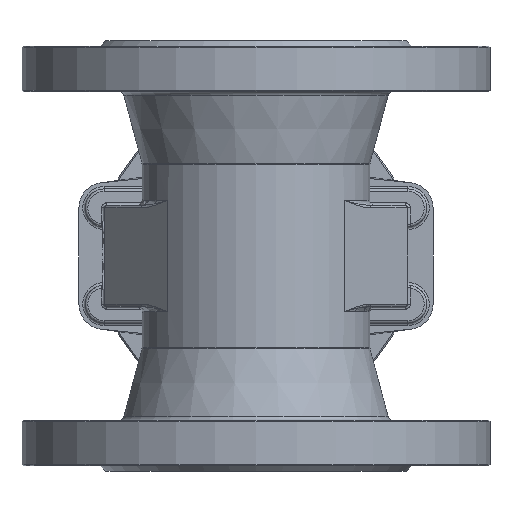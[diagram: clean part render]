
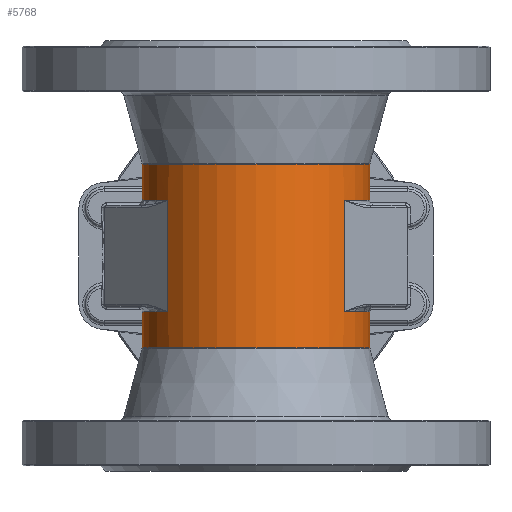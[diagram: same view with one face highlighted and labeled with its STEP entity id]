
A CAD part, front view. The second image highlights one B-rep face of the part: STEP entity #5768.
In plain terms, the highlighted cylindrical face has radius 45 mm (diameter 90 mm), a full revolution.
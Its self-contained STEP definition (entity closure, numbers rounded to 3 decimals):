
#617=FACE_OUTER_BOUND('',#994,.T.);
#994=EDGE_LOOP('',(#4947,#4948,#4949,#4950,#4951,#4952,#4953,#4954,#4955,
#4956,#4957,#4958,#4959,#4960,#4961,#4962,#4963,#4964,#4965,#4966,#4967,
#4968));
#1240=CIRCLE('',#6249,45.);
#1241=CIRCLE('',#6250,45.);
#1244=CIRCLE('',#6257,45.);
#1261=CIRCLE('',#6283,45.);
#1262=CIRCLE('',#6284,45.);
#1263=CIRCLE('',#6286,45.);
#1281=CIRCLE('',#6323,45.);
#1282=CIRCLE('',#6324,45.);
#1285=CIRCLE('',#6331,45.);
#1302=CIRCLE('',#6359,45.);
#1303=CIRCLE('',#6360,45.);
#1304=CIRCLE('',#6362,45.);
#1635=LINE('',#11432,#1986);
#1636=LINE('',#11631,#1987);
#1651=LINE('',#11952,#2002);
#1652=LINE('',#12039,#2003);
#1653=LINE('',#12242,#2004);
#1657=LINE('',#12435,#2008);
#1658=LINE('',#12436,#2009);
#1659=LINE('',#12438,#2010);
#1986=VECTOR('',#7604,10.);
#1987=VECTOR('',#7619,10.);
#2002=VECTOR('',#7754,10.);
#2003=VECTOR('',#7767,10.);
#2004=VECTOR('',#7784,10.);
#2008=VECTOR('',#7842,45.);
#2009=VECTOR('',#7843,45.);
#2010=VECTOR('',#7846,10.);
#2564=VERTEX_POINT('',#11335);
#2565=VERTEX_POINT('',#11355);
#2566=VERTEX_POINT('',#11357);
#2568=VERTEX_POINT('',#11431);
#2570=VERTEX_POINT('',#11513);
#2572=VERTEX_POINT('',#11630);
#2578=VERTEX_POINT('',#11777);
#2588=VERTEX_POINT('',#11826);
#2589=VERTEX_POINT('',#11828);
#2606=VERTEX_POINT('',#11932);
#2608=VERTEX_POINT('',#11956);
#2609=VERTEX_POINT('',#11965);
#2610=VERTEX_POINT('',#12030);
#2613=VERTEX_POINT('',#12114);
#2615=VERTEX_POINT('',#12237);
#2620=VERTEX_POINT('',#12379);
#2630=VERTEX_POINT('',#12429);
#2631=VERTEX_POINT('',#12431);
#3294=EDGE_CURVE('',#2565,#2564,#1240,.T.);
#3295=EDGE_CURVE('',#2566,#2565,#1241,.T.);
#3300=EDGE_CURVE('',#2568,#2566,#1635,.T.);
#3305=EDGE_CURVE('',#2570,#2568,#1244,.T.);
#3310=EDGE_CURVE('',#2572,#2570,#1636,.T.);
#3335=EDGE_CURVE('',#2589,#2588,#1261,.T.);
#3336=EDGE_CURVE('',#2588,#2589,#1262,.T.);
#3337=EDGE_CURVE('',#2578,#2572,#1263,.T.);
#3369=EDGE_CURVE('',#2606,#2564,#1651,.T.);
#3372=EDGE_CURVE('',#2608,#2609,#1281,.T.);
#3373=EDGE_CURVE('',#2609,#2606,#1282,.T.);
#3377=EDGE_CURVE('',#2610,#2608,#1652,.T.);
#3383=EDGE_CURVE('',#2613,#2610,#1285,.T.);
#3388=EDGE_CURVE('',#2615,#2613,#1653,.T.);
#3412=EDGE_CURVE('',#2630,#2631,#1302,.T.);
#3413=EDGE_CURVE('',#2631,#2630,#1303,.T.);
#3414=EDGE_CURVE('',#2589,#2565,#1657,.T.);
#3415=EDGE_CURVE('',#2609,#2631,#1658,.T.);
#3416=EDGE_CURVE('',#2620,#2615,#1304,.T.);
#3417=EDGE_CURVE('',#2620,#2578,#1659,.T.);
#4947=ORIENTED_EDGE('',*,*,#3335,.T.);
#4948=ORIENTED_EDGE('',*,*,#3336,.T.);
#4949=ORIENTED_EDGE('',*,*,#3414,.T.);
#4950=ORIENTED_EDGE('',*,*,#3294,.T.);
#4951=ORIENTED_EDGE('',*,*,#3369,.F.);
#4952=ORIENTED_EDGE('',*,*,#3373,.F.);
#4953=ORIENTED_EDGE('',*,*,#3415,.T.);
#4954=ORIENTED_EDGE('',*,*,#3412,.F.);
#4955=ORIENTED_EDGE('',*,*,#3413,.F.);
#4956=ORIENTED_EDGE('',*,*,#3415,.F.);
#4957=ORIENTED_EDGE('',*,*,#3372,.F.);
#4958=ORIENTED_EDGE('',*,*,#3377,.F.);
#4959=ORIENTED_EDGE('',*,*,#3383,.F.);
#4960=ORIENTED_EDGE('',*,*,#3388,.F.);
#4961=ORIENTED_EDGE('',*,*,#3416,.F.);
#4962=ORIENTED_EDGE('',*,*,#3417,.T.);
#4963=ORIENTED_EDGE('',*,*,#3337,.T.);
#4964=ORIENTED_EDGE('',*,*,#3310,.T.);
#4965=ORIENTED_EDGE('',*,*,#3305,.T.);
#4966=ORIENTED_EDGE('',*,*,#3300,.T.);
#4967=ORIENTED_EDGE('',*,*,#3295,.T.);
#4968=ORIENTED_EDGE('',*,*,#3414,.F.);
#5130=CYLINDRICAL_SURFACE('',#6361,45.);
#5768=ADVANCED_FACE('',(#617),#5130,.T.);
#6249=AXIS2_PLACEMENT_3D('',#11356,#7594,#7595);
#6250=AXIS2_PLACEMENT_3D('',#11358,#7596,#7597);
#6257=AXIS2_PLACEMENT_3D('',#11514,#7611,#7612);
#6283=AXIS2_PLACEMENT_3D('',#11829,#7666,#7667);
#6284=AXIS2_PLACEMENT_3D('',#11830,#7668,#7669);
#6286=AXIS2_PLACEMENT_3D('',#11832,#7672,#7673);
#6323=AXIS2_PLACEMENT_3D('',#11966,#7759,#7760);
#6324=AXIS2_PLACEMENT_3D('',#11967,#7761,#7762);
#6331=AXIS2_PLACEMENT_3D('',#12123,#7776,#7777);
#6359=AXIS2_PLACEMENT_3D('',#12432,#7836,#7837);
#6360=AXIS2_PLACEMENT_3D('',#12433,#7838,#7839);
#6361=AXIS2_PLACEMENT_3D('',#12434,#7840,#7841);
#6362=AXIS2_PLACEMENT_3D('',#12437,#7844,#7845);
#7594=DIRECTION('center_axis',(0.,0.,-1.));
#7595=DIRECTION('ref_axis',(0.971,0.24,0.));
#7596=DIRECTION('center_axis',(0.,0.,-1.));
#7597=DIRECTION('ref_axis',(0.971,0.24,0.));
#7604=DIRECTION('',(0.,0.,1.));
#7611=DIRECTION('center_axis',(0.,0.,
-1.));
#7612=DIRECTION('ref_axis',(0.,1.,0.));
#7619=DIRECTION('',(0.,0.,-1.));
#7666=DIRECTION('center_axis',(0.,0.,1.));
#7667=DIRECTION('ref_axis',(1.,0.,0.));
#7668=DIRECTION('center_axis',(0.,0.,1.));
#7669=DIRECTION('ref_axis',(1.,0.,0.));
#7672=DIRECTION('center_axis',(0.,0.,-1.));
#7673=DIRECTION('ref_axis',(-0.971,0.24,0.));
#7754=DIRECTION('',(0.,0.,-1.));
#7759=DIRECTION('center_axis',(0.,0.,-1.));
#7760=DIRECTION('ref_axis',(0.971,0.24,0.));
#7761=DIRECTION('center_axis',(0.,0.,-1.));
#7762=DIRECTION('ref_axis',(0.971,0.24,0.));
#7767=DIRECTION('',(0.,0.,-1.));
#7776=DIRECTION('center_axis',(0.,0.,
-1.));
#7777=DIRECTION('ref_axis',(0.,1.,0.));
#7784=DIRECTION('',(0.,0.,1.));
#7836=DIRECTION('center_axis',(0.,0.,1.));
#7837=DIRECTION('ref_axis',(1.,0.,0.));
#7838=DIRECTION('center_axis',(0.,0.,1.));
#7839=DIRECTION('ref_axis',(1.,0.,0.));
#7840=DIRECTION('center_axis',(0.,0.,-1.));
#7841=DIRECTION('ref_axis',(-1.,0.,0.));
#7842=DIRECTION('',(0.,0.,1.));
#7843=DIRECTION('',(0.,0.,1.));
#7844=DIRECTION('center_axis',(0.,0.,-1.));
#7845=DIRECTION('ref_axis',(-0.971,0.24,0.));
#7846=DIRECTION('',(0.,0.,-1.));
#11335=CARTESIAN_POINT('',(34.815,-28.512,-105.));
#11355=CARTESIAN_POINT('',(45.,0.,-105.));
#11356=CARTESIAN_POINT('Origin',(0.,0.,-105.));
#11357=CARTESIAN_POINT('',(18.67,40.944,-105.));
#11358=CARTESIAN_POINT('Origin',(0.,0.,-105.));
#11431=CARTESIAN_POINT('',(18.67,40.944,-109.));
#11432=CARTESIAN_POINT('',(18.67,40.944,-148.));
#11513=CARTESIAN_POINT('',(-18.67,40.944,-109.));
#11514=CARTESIAN_POINT('Origin',(0.,0.,-109.));
#11630=CARTESIAN_POINT('',(-18.67,40.944,-105.));
#11631=CARTESIAN_POINT('',(-18.67,40.944,-148.));
#11777=CARTESIAN_POINT('',(-34.815,-28.512,-105.));
#11826=CARTESIAN_POINT('',(-45.,0.,-119.237));
#11828=CARTESIAN_POINT('',(45.,0.,-119.237));
#11829=CARTESIAN_POINT('Origin',(0.,0.,-119.237));
#11830=CARTESIAN_POINT('Origin',(0.,0.,-119.237));
#11832=CARTESIAN_POINT('Origin',(0.,0.,-105.));
#11932=CARTESIAN_POINT('',(34.815,-28.512,-61.));
#11952=CARTESIAN_POINT('',(34.815,-28.512,-18.));
#11956=CARTESIAN_POINT('',(18.67,40.944,-61.));
#11965=CARTESIAN_POINT('',(45.,0.,-61.));
#11966=CARTESIAN_POINT('Origin',(0.,0.,-61.));
#11967=CARTESIAN_POINT('Origin',(0.,0.,-61.));
#12030=CARTESIAN_POINT('',(18.67,40.944,-57.));
#12039=CARTESIAN_POINT('',(18.67,40.944,-18.));
#12114=CARTESIAN_POINT('',(-18.67,40.944,-57.));
#12123=CARTESIAN_POINT('Origin',(0.,0.,-57.));
#12237=CARTESIAN_POINT('',(-18.67,40.944,-61.));
#12242=CARTESIAN_POINT('',(-18.67,40.944,-18.));
#12379=CARTESIAN_POINT('',(-34.815,-28.512,-61.));
#12429=CARTESIAN_POINT('',(-45.,0.,-46.763));
#12431=CARTESIAN_POINT('',(45.,0.,-46.763));
#12432=CARTESIAN_POINT('Origin',(0.,0.,-46.763));
#12433=CARTESIAN_POINT('Origin',(0.,0.,-46.763));
#12434=CARTESIAN_POINT('Origin',(0.,0.,-18.));
#12435=CARTESIAN_POINT('',(45.,0.,-18.));
#12436=CARTESIAN_POINT('',(45.,0.,-18.));
#12437=CARTESIAN_POINT('Origin',(0.,0.,-61.));
#12438=CARTESIAN_POINT('',(-34.815,-28.512,-18.));
